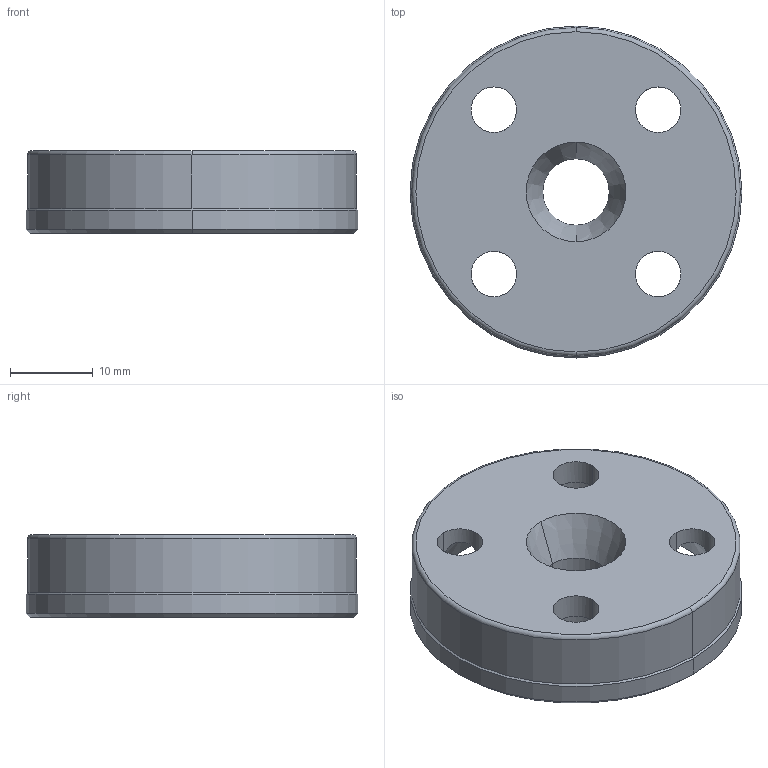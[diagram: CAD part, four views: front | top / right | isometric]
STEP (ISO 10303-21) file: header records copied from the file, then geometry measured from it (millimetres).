
FILE_DESCRIPTION((''),'2;1');
FILE_NAME('VL-EL-R16_VTULKA_POD_SOPLO','2016-07-01T',('砐錪賧瘔蠈錪'),('IMID'),'PRO/ENGINEER BY PARAMETRIC TECHNOLOGY CORPORATION, 2015070','PRO/ENGINEER BY PARAMETRIC TECHNOLOGY CORPORATION, 2015070','');
FILE_SCHEMA(('CONFIG_CONTROL_DESIGN'));
Length unit declared in the file: millimetre
Products named in the file (1): VL-EL-R16_VTULKA_POD_SOPLO
Bounding box: 40 x 40 x 10 mm (x, y, z)
Volume: 6945 mm3; surface area: 4857.6 mm2
Topology: 1 solids, 1 shells, 63 faces, 180 edges, 116 vertices
Faces by surface type: cylinder 22, plane 15, cone 14, torus 10, sphere 2
Entity records: 2369 total; most frequent: CARTESIAN_POINT 668, DIRECTION 362, ORIENTED_EDGE 360, EDGE_CURVE 180, AXIS2_PLACEMENT_3D 171, VERTEX_POINT 116, CIRCLE 108, EDGE_LOOP 70
